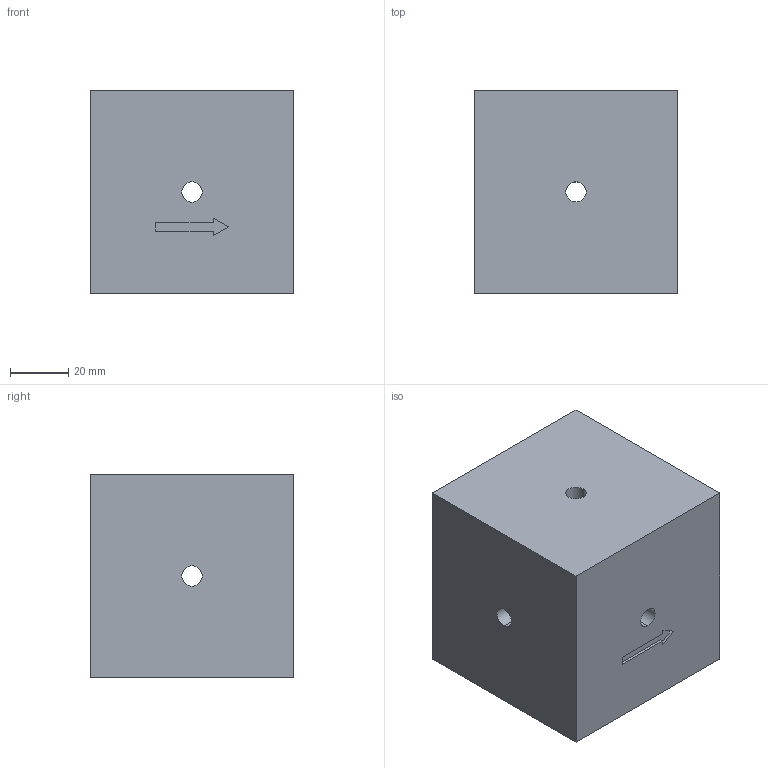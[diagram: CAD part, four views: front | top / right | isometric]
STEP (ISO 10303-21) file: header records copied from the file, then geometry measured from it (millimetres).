
FILE_DESCRIPTION (( 'STEP AP214' ), '1' );
FILE_NAME ('cube.STEP', '2021-06-16T21:49:22', ( '' ), ( '' ), 'SwSTEP 2.0', 'SolidWorks 2018', '' );
FILE_SCHEMA (( 'AUTOMOTIVE_DESIGN' ));
Length unit declared in the file: millimetre
Products named in the file (1): cube
Bounding box: 70 x 70 x 70 mm (x, y, z)
Volume: 335328.3 mm3; surface area: 33429.1 mm2
Topology: 1 solids, 1 shells, 26 faces, 77 edges, 50 vertices
Faces by surface type: plane 14, cylinder 12
Entity records: 915 total; most frequent: CARTESIAN_POINT 214, ORIENTED_EDGE 154, DIRECTION 123, EDGE_CURVE 77, VERTEX_POINT 50, VECTOR 45, LINE 45, AXIS2_PLACEMENT_3D 39
